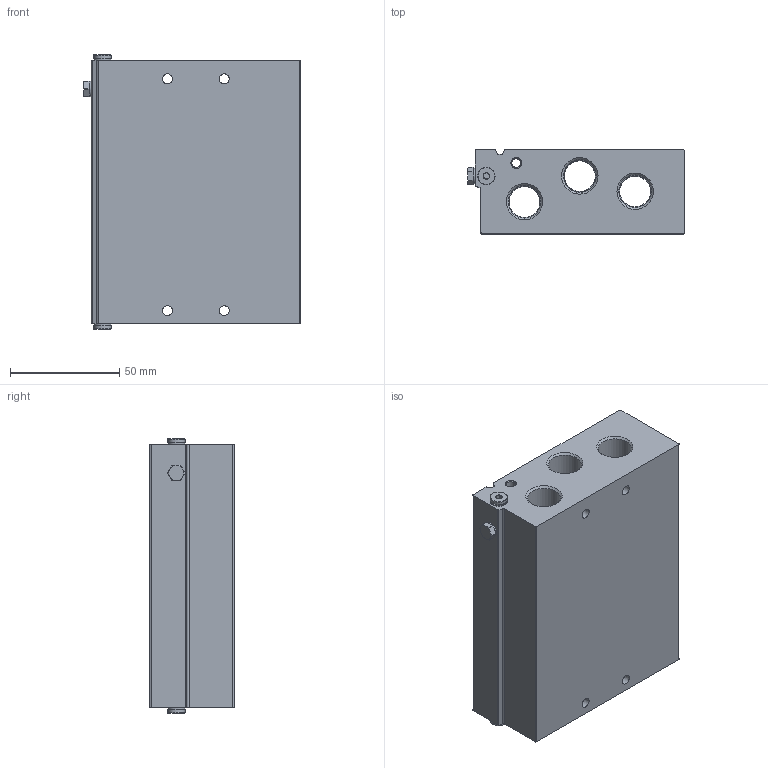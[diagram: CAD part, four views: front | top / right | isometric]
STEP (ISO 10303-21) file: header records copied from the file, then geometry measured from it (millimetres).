
FILE_DESCRIPTION(/* description */ ('STEP AP214'),/* implementation_level */ '2;1');
FILE_NAME(/* name */ '574470_VABM-L1-18W-G38-5',/* time_stamp */ '2024-09-16T02:33:38+02:00',/* author */ ('License CC BY-ND 4.0'),/* organization */ ('CADENAS'),/* preprocessor_version */ 'ST-DEVELOPER v19.3',/* originating_system */ 'PARTsolutions',/* authorisation */ ' ');
FILE_SCHEMA (('AUTOMOTIVE_DESIGN {1 0 10303 214 3 1 1}'));
Length unit declared in the file: millimetre
Products named in the file (4): 574470 VABM-L1-18W-G38-5; 574470 VABM-L1-18W-G38-5---(L1-P); 174308 B-M5-B; 743818 VUVG---(VS)
Assembly tree (4 placements, depth 2):
  574470 VABM-L1-18W-G38-5
    574470 VABM-L1-18W-G38-5---(L1-P)
    174308 B-M5-B  x2
    743818 VUVG---(VS)
Bounding box: 99.1 x 38.5 x 125.5 mm (x, y, z)
Volume: 336408.3 mm3; surface area: 75888.4 mm2
Topology: 4 solids, 4 shells, 456 faces, 1132 edges, 734 vertices
Faces by surface type: plane 239, cylinder 133, cone 71, torus 13
Full cylindrical faces by diameter (mm): 0.7 x2, 0.9 x2, 2 x12, 2.35 x1, 2.459 x10, 2.5 x1, 3.3 x1, 3.4 x2, 3.5 x1, 4.019 x1, 4.1 x1, 4.134 x2, 4.2 x2, 4.5 x4, 5 x3, 7 x1, 7.2 x2, 7.8 x20, 8 x4, 9 x5, 11.445 x10, 14.15 x3, 14.95 x6
Entity records: 12678 total; most frequent: CARTESIAN_POINT 2472, DIRECTION 1996, ORIENTED_EDGE 1744, EDGE_CURVE 872, AXIS2_PLACEMENT_3D 751, FACE_BOUND 724, EDGE_LOOP 714, VERTEX_POINT 658
